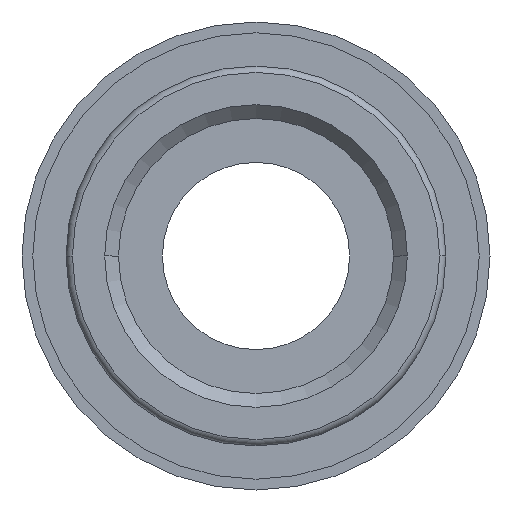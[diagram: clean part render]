
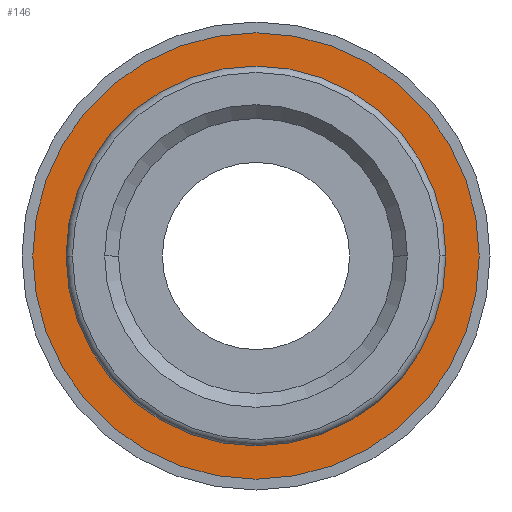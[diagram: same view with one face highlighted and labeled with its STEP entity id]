
A CAD part, front view. The second image highlights one B-rep face of the part: STEP entity #146.
In plain terms, the highlighted planar face has unit normal (0, -1, 0).
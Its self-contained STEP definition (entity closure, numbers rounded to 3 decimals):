
#146=ADVANCED_FACE('',(#320,#321),#322,.T.);
#320=FACE_BOUND('',#515,.T.);
#321=FACE_OUTER_BOUND('',#516,.T.);
#322=PLANE('',#517);
#515=EDGE_LOOP('',(#855,#856));
#516=EDGE_LOOP('',(#857,#858));
#517=AXIS2_PLACEMENT_3D('',#859,#860,#861);
#855=ORIENTED_EDGE('',*,*,#1188,.T.);
#856=ORIENTED_EDGE('',*,*,#1189,.T.);
#857=ORIENTED_EDGE('',*,*,#1180,.F.);
#858=ORIENTED_EDGE('',*,*,#1190,.F.);
#859=CARTESIAN_POINT('',(7.75,6.3,0.0));
#860=DIRECTION('',(-0.0,-1.0,-0.0));
#861=DIRECTION('',(-1.0,0.0,0.0));
#1180=EDGE_CURVE('',#1415,#1417,#1418,.T.);
#1188=EDGE_CURVE('',#1426,#1427,#1428,.T.);
#1189=EDGE_CURVE('',#1427,#1426,#1429,.T.);
#1190=EDGE_CURVE('',#1417,#1415,#1430,.T.);
#1415=VERTEX_POINT('',#1689);
#1417=VERTEX_POINT('',#1692);
#1418=CIRCLE('',#1693,15.5);
#1426=VERTEX_POINT('',#1702);
#1427=VERTEX_POINT('',#1703);
#1428=CIRCLE('',#1704,12.75);
#1429=CIRCLE('',#1705,12.75);
#1430=CIRCLE('',#1706,15.5);
#1689=CARTESIAN_POINT('',(15.5,6.3,0.0));
#1692=CARTESIAN_POINT('',(-15.5,6.3,0.));
#1693=AXIS2_PLACEMENT_3D('',#1974,#1975,#1976);
#1702=CARTESIAN_POINT('',(-12.75,6.3,0.));
#1703=CARTESIAN_POINT('',(12.75,6.3,0.));
#1704=AXIS2_PLACEMENT_3D('',#1987,#1988,#1989);
#1705=AXIS2_PLACEMENT_3D('',#1990,#1991,#1992);
#1706=AXIS2_PLACEMENT_3D('',#1993,#1994,#1995);
#1974=CARTESIAN_POINT('',(0.0,6.3,0.0));
#1975=DIRECTION('',(-0.0,1.0,0.0));
#1976=DIRECTION('',(1.0,0.0,0.0));
#1987=CARTESIAN_POINT('',(0.0,6.3,0.0));
#1988=DIRECTION('',(-0.0,1.0,0.0));
#1989=DIRECTION('',(1.0,0.0,0.0));
#1990=CARTESIAN_POINT('',(0.0,6.3,0.0));
#1991=DIRECTION('',(-0.0,1.0,0.0));
#1992=DIRECTION('',(1.0,0.0,0.0));
#1993=CARTESIAN_POINT('',(0.0,6.3,0.0));
#1994=DIRECTION('',(-0.0,1.0,0.0));
#1995=DIRECTION('',(1.0,0.0,0.0));
